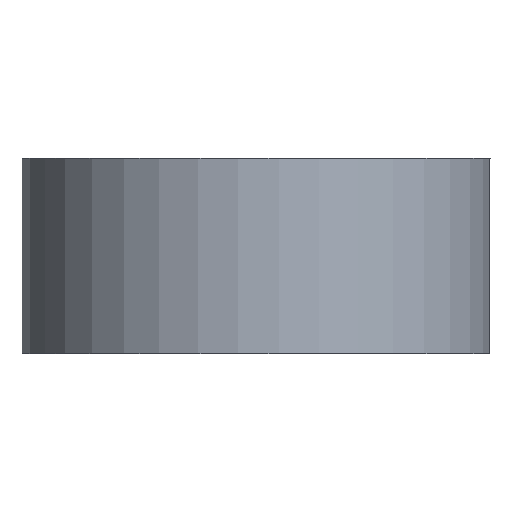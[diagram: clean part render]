
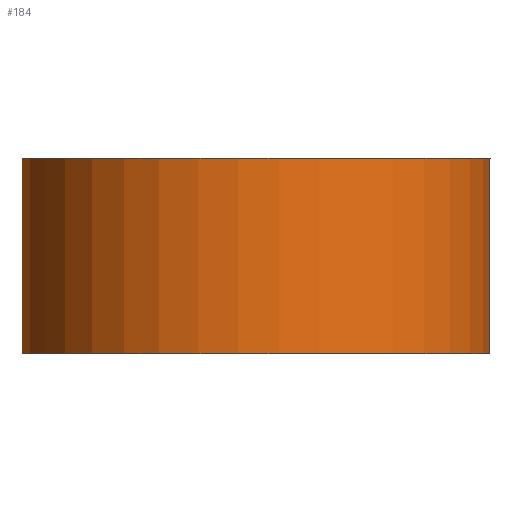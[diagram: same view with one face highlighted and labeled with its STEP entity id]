
A CAD part, left-side view. The second image highlights one B-rep face of the part: STEP entity #184.
In plain terms, the highlighted cylindrical face has radius 6 mm (diameter 12 mm), a full revolution.
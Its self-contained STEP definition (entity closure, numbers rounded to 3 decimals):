
#17=CYLINDRICAL_SURFACE('',#215,6.);
#24=FACE_BOUND('',#56,.T.);
#25=FACE_BOUND('',#57,.T.);
#38=FACE_OUTER_BOUND('',#55,.T.);
#55=EDGE_LOOP('',(#153));
#56=EDGE_LOOP('',(#154,#155,#156,#157));
#57=EDGE_LOOP('',(#158));
#67=LINE('',#302,#75);
#69=LINE('',#310,#77);
#75=VECTOR('',#245,10.);
#77=VECTOR('',#255,10.);
#80=CIRCLE('',#197,6.);
#83=CIRCLE('',#202,6.);
#86=CIRCLE('',#207,6.);
#90=CIRCLE('',#216,6.);
#93=VERTEX_POINT('',#282);
#94=VERTEX_POINT('',#284);
#97=VERTEX_POINT('',#293);
#100=VERTEX_POINT('',#300);
#102=VERTEX_POINT('',#306);
#106=VERTEX_POINT('',#322);
#109=EDGE_CURVE('',#93,#94,#80,.T.);
#113=EDGE_CURVE('',#97,#97,#83,.T.);
#117=EDGE_CURVE('',#93,#100,#67,.T.);
#120=EDGE_CURVE('',#100,#102,#86,.T.);
#121=EDGE_CURVE('',#102,#94,#69,.T.);
#126=EDGE_CURVE('',#106,#106,#90,.T.);
#153=ORIENTED_EDGE('',*,*,#113,.T.);
#154=ORIENTED_EDGE('',*,*,#109,.F.);
#155=ORIENTED_EDGE('',*,*,#117,.T.);
#156=ORIENTED_EDGE('',*,*,#120,.T.);
#157=ORIENTED_EDGE('',*,*,#121,.T.);
#158=ORIENTED_EDGE('',*,*,#126,.T.);
#184=ADVANCED_FACE('',(#38,#24,#25),#17,.T.);
#197=AXIS2_PLACEMENT_3D('',#285,#226,#227);
#202=AXIS2_PLACEMENT_3D('',#294,#237,#238);
#207=AXIS2_PLACEMENT_3D('',#308,#251,#252);
#215=AXIS2_PLACEMENT_3D('',#321,#269,#270);
#216=AXIS2_PLACEMENT_3D('',#323,#271,#272);
#226=DIRECTION('center_axis',(0.,0.,1.));
#227=DIRECTION('ref_axis',(-1.,0.,0.));
#237=DIRECTION('center_axis',(0.,0.,1.));
#238=DIRECTION('ref_axis',(1.,0.,0.));
#245=DIRECTION('',(0.,0.,1.));
#251=DIRECTION('center_axis',(0.,0.,1.));
#252=DIRECTION('ref_axis',(-1.,0.,0.));
#255=DIRECTION('',(0.,0.,-1.));
#269=DIRECTION('center_axis',(0.,0.,1.));
#270=DIRECTION('ref_axis',(1.,0.,0.));
#271=DIRECTION('center_axis',(0.,0.,-1.));
#272=DIRECTION('ref_axis',(1.,0.,0.));
#282=CARTESIAN_POINT('',(4.873,-3.5,-1.));
#284=CARTESIAN_POINT('',(4.873,3.5,-1.));
#285=CARTESIAN_POINT('Origin',(0.,0.,-1.));
#293=CARTESIAN_POINT('',(4.873,3.5,-2.5));
#294=CARTESIAN_POINT('Origin',(0.,0.,-2.5));
#300=CARTESIAN_POINT('',(4.873,-3.5,1.));
#302=CARTESIAN_POINT('',(4.873,-3.5,0.));
#306=CARTESIAN_POINT('',(4.873,3.5,1.));
#308=CARTESIAN_POINT('Origin',(0.,0.,1.));
#310=CARTESIAN_POINT('',(4.873,3.5,0.));
#321=CARTESIAN_POINT('Origin',(0.,0.,0.));
#322=CARTESIAN_POINT('',(4.873,3.5,2.5));
#323=CARTESIAN_POINT('Origin',(0.,0.,2.5));
